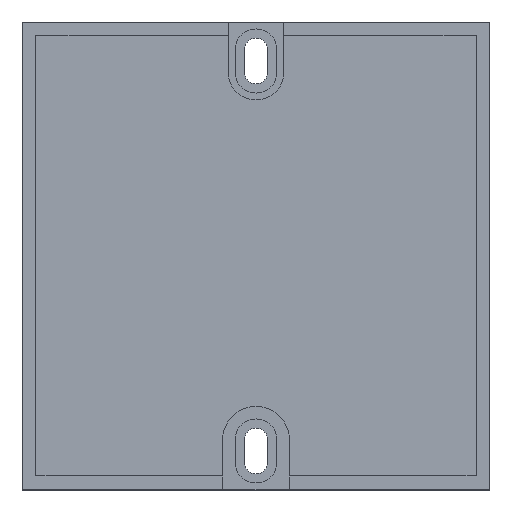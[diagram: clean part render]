
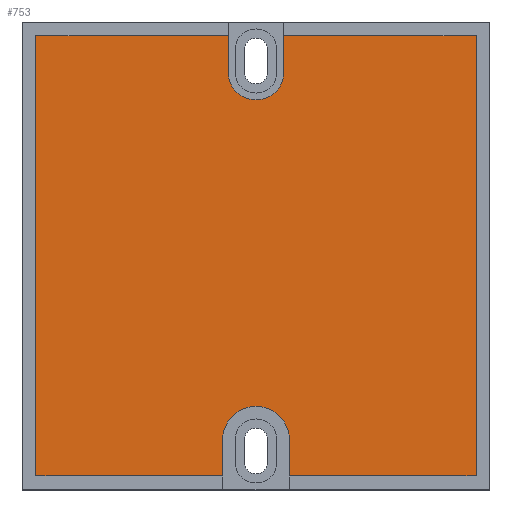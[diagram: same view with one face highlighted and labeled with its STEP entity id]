
A CAD part, top view. The second image highlights one B-rep face of the part: STEP entity #753.
In plain terms, the highlighted planar face has unit normal (0, 0, 1).
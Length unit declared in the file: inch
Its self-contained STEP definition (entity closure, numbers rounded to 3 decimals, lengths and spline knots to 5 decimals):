
#109=DIRECTION('',(0.,-1.,0.));
#110=VECTOR('',#109,0.25591);
#111=CARTESIAN_POINT('',(-0.19685,1.55512,
0.34449));
#112=LINE('',#111,#110);
#113=CARTESIAN_POINT('',(0.,1.29921,0.34449));
#114=DIRECTION('',(0.,0.,1.));
#115=DIRECTION('',(-1.,0.,0.));
#116=AXIS2_PLACEMENT_3D('',#113,#114,#115);
#118=DIRECTION('',(0.,-1.,0.));
#119=VECTOR('',#118,0.25591);
#120=CARTESIAN_POINT('',(0.19685,1.55512,0.34449));
#121=LINE('',#120,#119);
#122=DIRECTION('',(-1.,0.,0.));
#123=VECTOR('',#122,1.35827);
#124=CARTESIAN_POINT('',(1.55512,1.55512,0.34449));
#125=LINE('',#124,#123);
#126=DIRECTION('',(0.,1.,0.));
#127=VECTOR('',#126,3.11024);
#128=CARTESIAN_POINT('',(1.55512,-1.55512,0.34449));
#129=LINE('',#128,#127);
#130=DIRECTION('',(1.,0.,0.));
#131=VECTOR('',#130,1.3189);
#132=CARTESIAN_POINT('',(0.23622,-1.55512,
0.34449));
#133=LINE('',#132,#131);
#134=DIRECTION('',(0.,1.,0.));
#135=VECTOR('',#134,0.25591);
#136=CARTESIAN_POINT('',(0.23622,-1.55512,
0.34449));
#137=LINE('',#136,#135);
#138=CARTESIAN_POINT('',(0.,-1.29921,0.34449));
#139=DIRECTION('',(0.,0.,1.));
#140=DIRECTION('',(1.,0.,0.));
#141=AXIS2_PLACEMENT_3D('',#138,#139,#140);
#143=DIRECTION('',(0.,1.,0.));
#144=VECTOR('',#143,0.25591);
#145=CARTESIAN_POINT('',(-0.23622,-1.55512,
0.34449));
#146=LINE('',#145,#144);
#147=DIRECTION('',(1.,0.,0.));
#148=VECTOR('',#147,1.3189);
#149=CARTESIAN_POINT('',(-1.55512,-1.55512,
0.34449));
#150=LINE('',#149,#148);
#151=DIRECTION('',(0.,-1.,0.));
#152=VECTOR('',#151,3.11024);
#153=CARTESIAN_POINT('',(-1.55512,1.55512,0.34449));
#154=LINE('',#153,#152);
#155=DIRECTION('',(-1.,0.,0.));
#156=VECTOR('',#155,1.35827);
#157=CARTESIAN_POINT('',(-0.19685,1.55512,
0.34449));
#158=LINE('',#157,#156);
#469=CARTESIAN_POINT('',(-1.55512,1.55512,0.34449));
#470=CARTESIAN_POINT('',(-1.55512,-1.55512,
0.34449));
#471=VERTEX_POINT('',#469);
#472=VERTEX_POINT('',#470);
#473=CARTESIAN_POINT('',(1.55512,-1.55512,0.34449));
#474=CARTESIAN_POINT('',(1.55512,1.55512,0.34449));
#475=VERTEX_POINT('',#473);
#476=VERTEX_POINT('',#474);
#509=CARTESIAN_POINT('',(-0.19685,1.55512,
0.34449));
#510=CARTESIAN_POINT('',(-0.19685,1.29921,
0.34449));
#511=VERTEX_POINT('',#509);
#512=VERTEX_POINT('',#510);
#513=CARTESIAN_POINT('',(0.19685,1.55512,0.34449));
#514=CARTESIAN_POINT('',(0.19685,1.29921,0.34449));
#515=VERTEX_POINT('',#513);
#516=VERTEX_POINT('',#514);
#517=CARTESIAN_POINT('',(0.23622,-1.55512,
0.34449));
#518=CARTESIAN_POINT('',(0.23622,-1.29921,
0.34449));
#519=VERTEX_POINT('',#517);
#520=VERTEX_POINT('',#518);
#521=CARTESIAN_POINT('',(-0.23622,-1.55512,
0.34449));
#522=CARTESIAN_POINT('',(-0.23622,-1.29921,
0.34449));
#523=VERTEX_POINT('',#521);
#524=VERTEX_POINT('',#522);
#724=CARTESIAN_POINT('',(0.,0.,0.34449));
#725=DIRECTION('',(0.,0.,1.));
#726=DIRECTION('',(1.,0.,0.));
#727=AXIS2_PLACEMENT_3D('',#724,#725,#726);
#728=PLANE('',#727);
#729=ORIENTED_EDGE('',*,*,#682,.T.);
#731=ORIENTED_EDGE('',*,*,#730,.T.);
#733=ORIENTED_EDGE('',*,*,#732,.F.);
#735=ORIENTED_EDGE('',*,*,#734,.F.);
#737=ORIENTED_EDGE('',*,*,#736,.F.);
#739=ORIENTED_EDGE('',*,*,#738,.F.);
#741=ORIENTED_EDGE('',*,*,#740,.T.);
#743=ORIENTED_EDGE('',*,*,#742,.T.);
#745=ORIENTED_EDGE('',*,*,#744,.F.);
#747=ORIENTED_EDGE('',*,*,#746,.F.);
#749=ORIENTED_EDGE('',*,*,#748,.F.);
#750=ORIENTED_EDGE('',*,*,#716,.F.);
#751=EDGE_LOOP('',(#729,#731,#733,#735,#737,#739,#741,#743,#745,#747,#749,
#750));
#752=FACE_OUTER_BOUND('',#751,.F.);
#753=ADVANCED_FACE('',(#752),#728,.T.);
#117=CIRCLE('',#116,0.19685);
#142=CIRCLE('',#141,0.23622);
#682=EDGE_CURVE('',#511,#512,#112,.T.);
#716=EDGE_CURVE('',#511,#471,#158,.T.);
#730=EDGE_CURVE('',#512,#516,#117,.T.);
#732=EDGE_CURVE('',#515,#516,#121,.T.);
#734=EDGE_CURVE('',#476,#515,#125,.T.);
#736=EDGE_CURVE('',#475,#476,#129,.T.);
#738=EDGE_CURVE('',#519,#475,#133,.T.);
#740=EDGE_CURVE('',#519,#520,#137,.T.);
#742=EDGE_CURVE('',#520,#524,#142,.T.);
#744=EDGE_CURVE('',#523,#524,#146,.T.);
#746=EDGE_CURVE('',#472,#523,#150,.T.);
#748=EDGE_CURVE('',#471,#472,#154,.T.);
